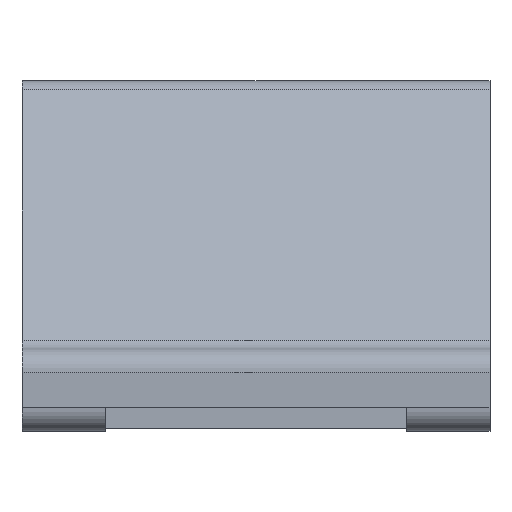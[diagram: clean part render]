
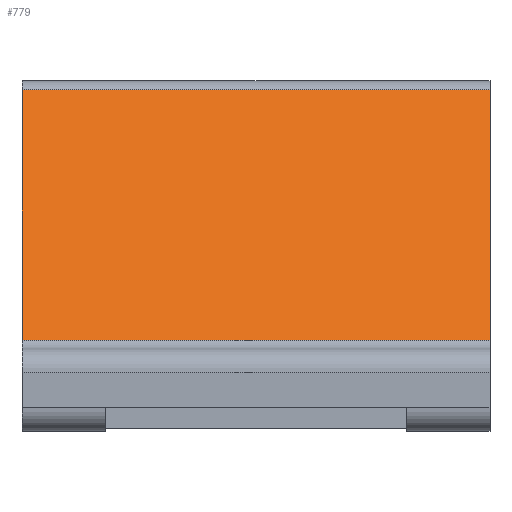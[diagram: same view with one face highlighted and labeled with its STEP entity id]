
A CAD part, top view. The second image highlights one B-rep face of the part: STEP entity #779.
In plain terms, the highlighted planar face has unit normal (0, 0.61, 0.793).
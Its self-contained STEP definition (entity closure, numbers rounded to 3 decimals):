
#67=FACE_OUTER_BOUND('',#111,.T.);
#111=EDGE_LOOP('',(#578,#579,#580,#581));
#184=LINE('',#1206,#276);
#185=LINE('',#1209,#277);
#186=LINE('',#1211,#278);
#187=LINE('',#1212,#279);
#276=VECTOR('',#974,10.);
#277=VECTOR('',#977,10.);
#278=VECTOR('',#978,10.);
#279=VECTOR('',#979,10.);
#355=VERTEX_POINT('',#1199);
#358=VERTEX_POINT('',#1204);
#359=VERTEX_POINT('',#1208);
#360=VERTEX_POINT('',#1210);
#442=EDGE_CURVE('',#358,#355,#184,.T.);
#443=EDGE_CURVE('',#359,#358,#185,.T.);
#444=EDGE_CURVE('',#360,#359,#186,.T.);
#445=EDGE_CURVE('',#355,#360,#187,.T.);
#578=ORIENTED_EDGE('',*,*,#442,.F.);
#579=ORIENTED_EDGE('',*,*,#443,.F.);
#580=ORIENTED_EDGE('',*,*,#444,.F.);
#581=ORIENTED_EDGE('',*,*,#445,.F.);
#741=PLANE('',#842);
#779=ADVANCED_FACE('',(#67),#741,.F.);
#842=AXIS2_PLACEMENT_3D('',#1207,#975,#976);
#974=DIRECTION('',(1.,0.,0.));
#975=DIRECTION('center_axis',(0.,-0.61,-0.793));
#976=DIRECTION('ref_axis',(0.,0.793,-0.61));
#977=DIRECTION('',(0.,0.793,-0.61));
#978=DIRECTION('',(-1.,0.,0.));
#979=DIRECTION('',(0.,-0.793,0.61));
#1199=CARTESIAN_POINT('',(40.,-0.781,14.889));
#1204=CARTESIAN_POINT('',(0.,-0.781,14.889));
#1206=CARTESIAN_POINT('',(10.,-0.781,14.889));
#1207=CARTESIAN_POINT('Origin',(0.,-23.,31.981));
#1208=CARTESIAN_POINT('',(0.,-22.219,31.38));
#1209=CARTESIAN_POINT('',(0.,-19.641,29.397));
#1210=CARTESIAN_POINT('',(40.,-22.219,31.38));
#1211=CARTESIAN_POINT('',(10.,-22.219,31.38));
#1212=CARTESIAN_POINT('',(40.,-9.976,21.962));
